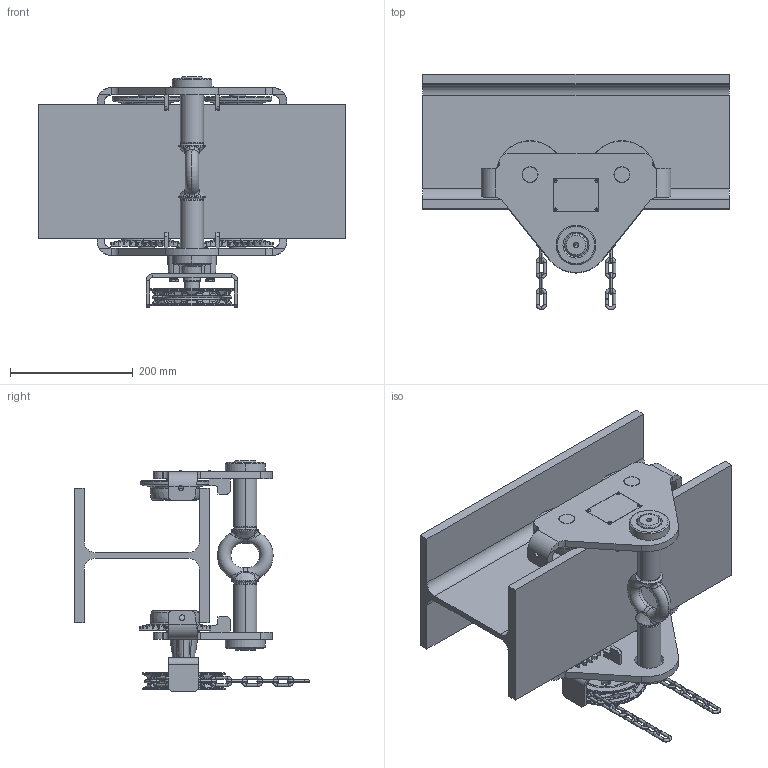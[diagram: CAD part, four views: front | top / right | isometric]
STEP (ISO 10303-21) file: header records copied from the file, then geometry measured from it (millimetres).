
FILE_DESCRIPTION (( 'STEP AP214' ), '1' );
FILE_NAME ('HTG-A 2,0t.STEP', '2018-02-09T09:56:27', ( '' ), ( '' ), 'SwSTEP 2.0', 'SolidWorks 2015', '' );
FILE_SCHEMA (( 'AUTOMOTIVE_DESIGN' ));
Length unit declared in the file: millimetre
Products named in the file (1): HTG-A 2,0t
Bounding box: 500 x 384.19 x 377 mm (x, y, z)
Volume: 6966782.7 mm3; surface area: 1234291.5 mm2
Topology: 68 solids, 68 shells, 2111 faces, 5450 edges, 3458 vertices
Faces by surface type: cylinder 1004, plane 442, cone 284, torus 260, bspline 105, sphere 16
Entity records: 99890 total; most frequent: CARTESIAN_POINT 24609, DIRECTION 10957, ORIENTED_EDGE 10820, EDGE_CURVE 5410, AXIS2_PLACEMENT_3D 4540, VERTEX_POINT 3446, CIRCLE 2533, EDGE_LOOP 2288
